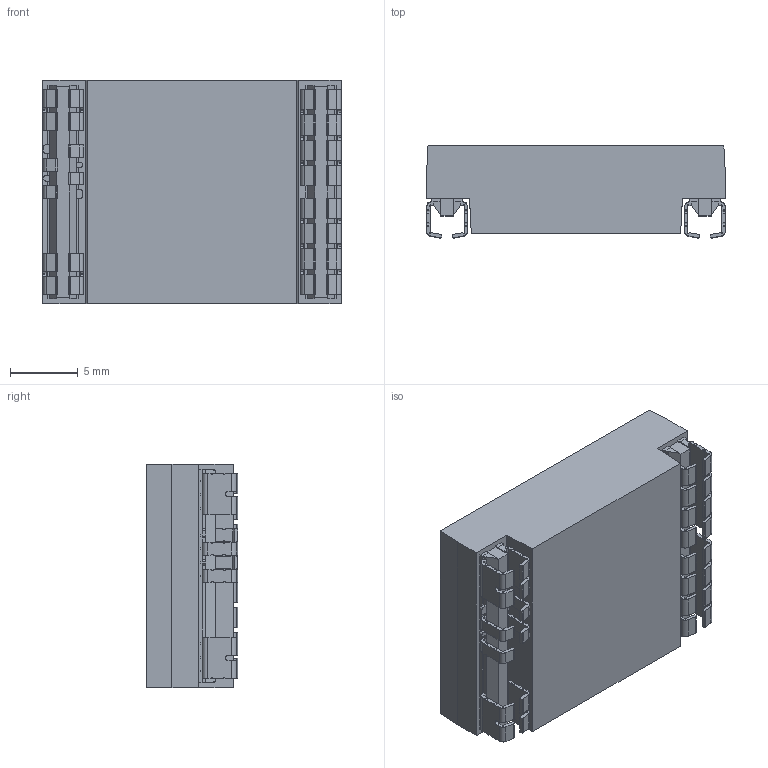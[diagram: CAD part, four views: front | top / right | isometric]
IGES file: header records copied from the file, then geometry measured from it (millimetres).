
Start section: SolidWorks IGES file using analytic representation for surfaces
Global section: file name: 36085r1.IGS; native system: SolidWorks 2011; preprocessor: SolidWorks 2011; author: Krishna; date: 110314.125626; units: inch
Bounding box: 22.01 x 6.76 x 16.5 mm (x, y, z)
Surface area: 1592.2 mm2 (no closed solid volume)
Topology: 0 solids, 0 shells, 815 faces, 6092 edges, 6086 vertices
Faces by surface type: bspline 481, revolution 334
